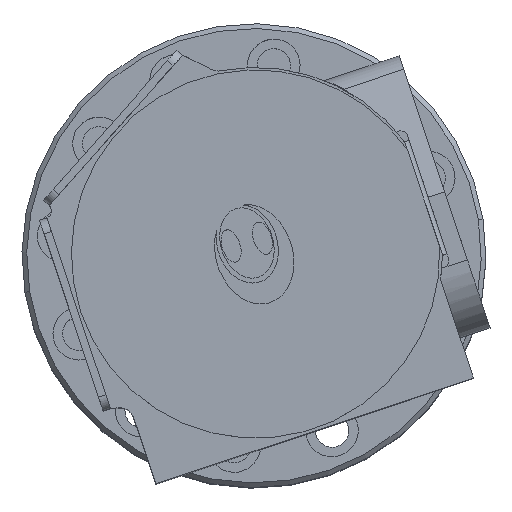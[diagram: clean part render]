
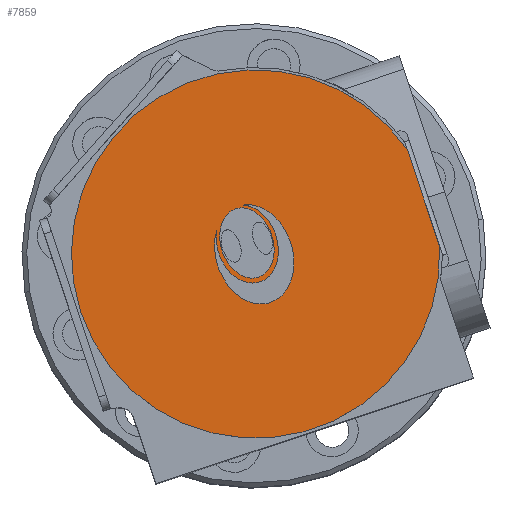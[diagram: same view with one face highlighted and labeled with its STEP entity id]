
A CAD part, top view. The second image highlights one B-rep face of the part: STEP entity #7859.
In plain terms, the highlighted face is planar.
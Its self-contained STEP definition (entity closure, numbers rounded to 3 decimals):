
#399 = ORIENTED_EDGE ( 'NONE', *, *, #8544, .F. ) ;
#434 = AXIS2_PLACEMENT_3D ( 'NONE', #4968, #4541, #4493 ) ;
#509 = ORIENTED_EDGE ( 'NONE', *, *, #904, .T. ) ;
#715 = LINE ( 'NONE', #6942, #2349 ) ;
#769 = AXIS2_PLACEMENT_3D ( 'NONE', #5812, #5765, #5722 ) ;
#904 = EDGE_CURVE ( 'NONE', #6145, #11246, #715, .T. ) ;
#912 = EDGE_CURVE ( 'NONE', #11246, #5350, #1721, .T. ) ;
#1634 = CARTESIAN_POINT ( 'NONE',  ( 7.213, 1.6, -6.158 ) ) ;
#1639 =( BOUNDED_CURVE ( )  B_SPLINE_CURVE ( 3, ( #10269, #3545, #7448, #1634 ),
 .UNSPECIFIED., .F., .F. ) 
 B_SPLINE_CURVE_WITH_KNOTS ( ( 4, 4 ),
 ( 0., 2.168 ),
 .UNSPECIFIED. ) 
 CURVE ( )  GEOMETRIC_REPRESENTATION_ITEM ( )  RATIONAL_B_SPLINE_CURVE ( ( 1., 0.645, 0.645, 1. ) ) 
 REPRESENTATION_ITEM ( '' )  );
#1721 = CIRCLE ( 'NONE', #6888, 38.5 ) ;
#1966 = EDGE_LOOP ( 'NONE', ( #8167, #3549 ) ) ;
#2349 = VECTOR ( 'NONE', #6845, 1000. ) ;
#3167 = FACE_BOUND ( 'NONE', #1966, .T. ) ;
#3218 = VERTEX_POINT ( 'NONE', #6446 ) ;
#3388 = CARTESIAN_POINT ( 'NONE',  ( 10.642, 1.6, 37. ) ) ;
#3545 = CARTESIAN_POINT ( 'NONE',  ( -5.818, 1.6, -6.695 ) ) ;
#3549 = ORIENTED_EDGE ( 'NONE', *, *, #9930, .F. ) ;
#3577 = EDGE_CURVE ( 'NONE', #10841, #6280, #9960, .T. ) ;
#3630 = CARTESIAN_POINT ( 'NONE',  ( -10.642, 1.6, 37. ) ) ;
#4120 = CARTESIAN_POINT ( 'NONE',  ( -5.818, 1.6, -0.983 ) ) ;
#4123 = EDGE_CURVE ( 'NONE', #5350, #6145, #7327, .T. ) ;
#4493 = DIRECTION ( 'NONE',  ( 0., 0., 1. ) ) ;
#4541 = DIRECTION ( 'NONE',  ( 0., 1., 0. ) ) ;
#4822 = ORIENTED_EDGE ( 'NONE', *, *, #912, .T. ) ;
#4968 = CARTESIAN_POINT ( 'NONE',  ( 0., 1.6, 0. ) ) ;
#5190 = PLANE ( 'NONE',  #434 ) ;
#5350 = VERTEX_POINT ( 'NONE', #12133 ) ;
#5713 = EDGE_LOOP ( 'NONE', ( #399, #6370, #9252 ) ) ;
#5722 = DIRECTION ( 'NONE',  ( 0., 0., 1. ) ) ;
#5765 = DIRECTION ( 'NONE',  ( 0., 1., 0. ) ) ;
#5812 = CARTESIAN_POINT ( 'NONE',  ( 0., 1.6, 0. ) ) ;
#5925 =( BOUNDED_CURVE ( )  B_SPLINE_CURVE ( 3, ( #7698, #7650, #7594, #7581, #7510, #7493, #7432 ),
 .UNSPECIFIED., .F., .F. ) 
 B_SPLINE_CURVE_WITH_KNOTS ( ( 4, 3, 4 ),
 ( 0.826, 3.49, 6.153 ),
 .UNSPECIFIED. ) 
 CURVE ( )  GEOMETRIC_REPRESENTATION_ITEM ( )  RATIONAL_B_SPLINE_CURVE ( ( 1., 0.491, 0.491, 1., 0.491, 0.491, 1. ) ) 
 REPRESENTATION_ITEM ( '' )  );
#5952 = DIRECTION ( 'NONE',  ( 0., 0., 1. ) ) ;
#6114 = DIRECTION ( 'NONE',  ( 0., 1., 0. ) ) ;
#6145 = VERTEX_POINT ( 'NONE', #3630 ) ;
#6156 = CARTESIAN_POINT ( 'NONE',  ( 0., 1.6, 0. ) ) ;
#6280 = VERTEX_POINT ( 'NONE', #6683 ) ;
#6306 =( BOUNDED_CURVE ( )  B_SPLINE_CURVE ( 3, ( #8616, #8628, #8502, #8481 ),
 .UNSPECIFIED., .F., .F. ) 
 B_SPLINE_CURVE_WITH_KNOTS ( ( 4, 4 ),
 ( 3.142, 6.283 ),
 .UNSPECIFIED. ) 
 CURVE ( )  GEOMETRIC_REPRESENTATION_ITEM ( )  RATIONAL_B_SPLINE_CURVE ( ( 1., 0.333, 0.333, 1. ) ) 
 REPRESENTATION_ITEM ( '' )  );
#6370 = ORIENTED_EDGE ( 'NONE', *, *, #10020, .F. ) ;
#6446 = CARTESIAN_POINT ( 'NONE',  ( 10.533, 1.6, 0.768 ) ) ;
#6651 = CARTESIAN_POINT ( 'NONE',  ( -4.775, 1.6, -0.983 ) ) ;
#6683 = CARTESIAN_POINT ( 'NONE',  ( 10.272, 1.6, -0.983 ) ) ;
#6845 = DIRECTION ( 'NONE',  ( 1., 0., 0. ) ) ;
#6888 = AXIS2_PLACEMENT_3D ( 'NONE', #6156, #6114, #5952 ) ;
#6942 = CARTESIAN_POINT ( 'NONE',  ( -10.642, 1.6, 37. ) ) ;
#7327 = CIRCLE ( 'NONE', #769, 38.5 ) ;
#7432 = CARTESIAN_POINT ( 'NONE',  ( 10.533, 1.6, 0.768 ) ) ;
#7448 = CARTESIAN_POINT ( 'NONE',  ( 0.913, 1.6, -9.369 ) ) ;
#7493 = CARTESIAN_POINT ( 'NONE',  ( 8.708, 1.6, 11.225 ) ) ;
#7510 = CARTESIAN_POINT ( 'NONE',  ( -5.186, 1.6, 12.355 ) ) ;
#7581 = CARTESIAN_POINT ( 'NONE',  ( -9.943, 1.6, 2.434 ) ) ;
#7594 = CARTESIAN_POINT ( 'NONE',  ( -14.7, 1.6, -7.487 ) ) ;
#7650 = CARTESIAN_POINT ( 'NONE',  ( -3.058, 1.6, -13.317 ) ) ;
#7674 = EDGE_LOOP ( 'NONE', ( #4822, #9115, #509 ) ) ;
#7698 = CARTESIAN_POINT ( 'NONE',  ( 7.213, 1.6, -6.158 ) ) ;
#7704 = FACE_BOUND ( 'NONE', #5713, .T. ) ;
#7859 = ADVANCED_FACE ( 'NONE', ( #7704, #3167, #10270 ), #5190, .T. ) ;
#8167 = ORIENTED_EDGE ( 'NONE', *, *, #3577, .F. ) ;
#8481 = CARTESIAN_POINT ( 'NONE',  ( -4.775, 1.6, -0.983 ) ) ;
#8502 = CARTESIAN_POINT ( 'NONE',  ( -4.775, 1.6, -11.882 ) ) ;
#8544 = EDGE_CURVE ( 'NONE', #3218, #12209, #11899, .T. ) ;
#8616 = CARTESIAN_POINT ( 'NONE',  ( 10.272, 1.6, -0.983 ) ) ;
#8628 = CARTESIAN_POINT ( 'NONE',  ( 10.272, 1.6, -11.882 ) ) ;
#9115 = ORIENTED_EDGE ( 'NONE', *, *, #4123, .T. ) ;
#9252 = ORIENTED_EDGE ( 'NONE', *, *, #11911, .F. ) ;
#9745 = VERTEX_POINT ( 'NONE', #11834 ) ;
#9930 = EDGE_CURVE ( 'NONE', #6280, #10841, #6306, .T. ) ;
#9960 =( BOUNDED_CURVE ( )  B_SPLINE_CURVE ( 3, ( #10970, #11059, #11010, #10925 ),
 .UNSPECIFIED., .F., .F. ) 
 B_SPLINE_CURVE_WITH_KNOTS ( ( 4, 4 ),
 ( 0., 3.142 ),
 .UNSPECIFIED. ) 
 CURVE ( )  GEOMETRIC_REPRESENTATION_ITEM ( )  RATIONAL_B_SPLINE_CURVE ( ( 1., 0.333, 0.333, 1. ) ) 
 REPRESENTATION_ITEM ( '' )  );
#10020 = EDGE_CURVE ( 'NONE', #9745, #3218, #5925, .T. ) ;
#10269 = CARTESIAN_POINT ( 'NONE',  ( -5.818, 1.6, -0.983 ) ) ;
#10270 = FACE_OUTER_BOUND ( 'NONE', #7674, .T. ) ;
#10816 = CARTESIAN_POINT ( 'NONE',  ( -5.818, 1.6, -0.983 ) ) ;
#10841 = VERTEX_POINT ( 'NONE', #6651 ) ;
#10851 = CARTESIAN_POINT ( 'NONE',  ( -5.818, 1.6, 8.676 ) ) ;
#10925 = CARTESIAN_POINT ( 'NONE',  ( 10.272, 1.6, -0.983 ) ) ;
#10970 = CARTESIAN_POINT ( 'NONE',  ( -4.775, 1.6, -0.983 ) ) ;
#11010 = CARTESIAN_POINT ( 'NONE',  ( 10.272, 1.6, 9.917 ) ) ;
#11019 = CARTESIAN_POINT ( 'NONE',  ( 6.93, 1.6, 10.04 ) ) ;
#11059 = CARTESIAN_POINT ( 'NONE',  ( -4.775, 1.6, 9.917 ) ) ;
#11246 = VERTEX_POINT ( 'NONE', #3388 ) ;
#11344 = CARTESIAN_POINT ( 'NONE',  ( 10.533, 1.6, 0.768 ) ) ;
#11834 = CARTESIAN_POINT ( 'NONE',  ( 7.213, 1.6, -6.158 ) ) ;
#11899 =( BOUNDED_CURVE ( )  B_SPLINE_CURVE ( 3, ( #11344, #11019, #10851, #10816 ),
 .UNSPECIFIED., .F., .F. ) 
 B_SPLINE_CURVE_WITH_KNOTS ( ( 4, 4 ),
 ( 3.425, 6.283 ),
 .UNSPECIFIED. ) 
 CURVE ( )  GEOMETRIC_REPRESENTATION_ITEM ( )  RATIONAL_B_SPLINE_CURVE ( ( 1., 0.428, 0.428, 1. ) ) 
 REPRESENTATION_ITEM ( '' )  );
#11911 = EDGE_CURVE ( 'NONE', #12209, #9745, #1639, .T. ) ;
#12133 = CARTESIAN_POINT ( 'NONE',  ( 0., 1.6, -38.5 ) ) ;
#12209 = VERTEX_POINT ( 'NONE', #4120 ) ;
